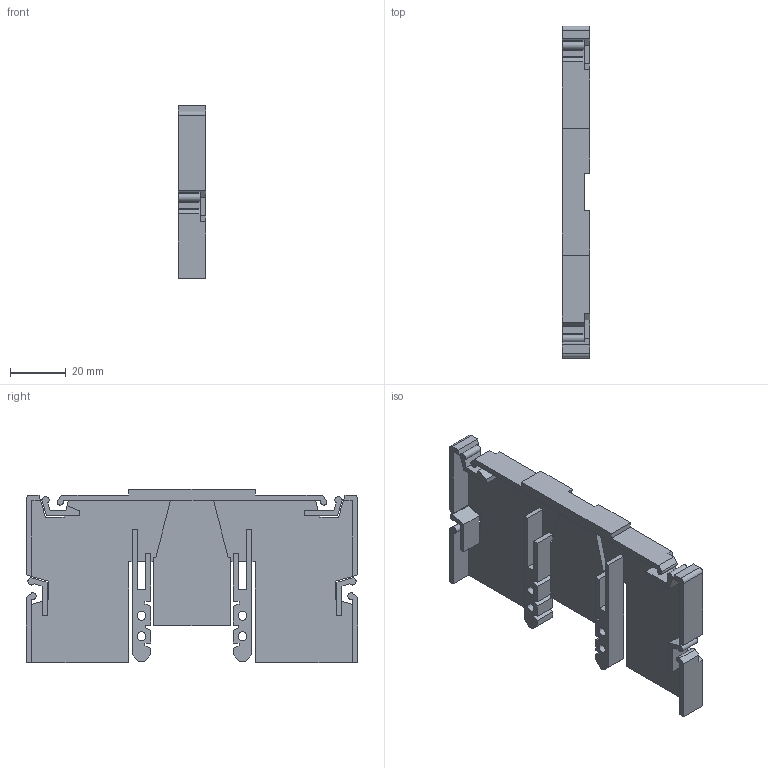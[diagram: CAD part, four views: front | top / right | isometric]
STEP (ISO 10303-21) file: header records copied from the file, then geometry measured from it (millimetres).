
FILE_DESCRIPTION((''),'2;1');
FILE_NAME('Z6_ASM','2024-02-12T10:10:19',('klemen.sitar'),('Audax d.o.o.'),'CREO PARAMETRIC BY PTC INC, 2021304','CREO PARAMETRIC BY PTC INC, 2021304','');
FILE_SCHEMA(('AP242_MANAGED_MODEL_BASED_3D_ENGINEERING_MIM_LF { 1 0 10303 442 1 1 4 }'));
Length unit declared in the file: millimetre
Products named in the file (3): BASE-WL_1_1_1; PRT0006; Z6_ASM
Assembly tree (2 placements, depth 2):
  Z6_ASM
    BASE-WL_1_1_1
    PRT0006
Bounding box: 9.75 x 119.2 x 62.2 mm (x, y, z)
Volume: 20088.4 mm3; surface area: 21435.8 mm2
Topology: 4 solids, 4 shells, 227 faces, 643 edges, 419 vertices
Faces by surface type: plane 199, cylinder 28
Entity records: 11152 total; most frequent: CARTESIAN_POINT 1301, ORIENTED_EDGE 1286, DIRECTION 1163, PRESENTATION_STYLE_ASSIGNMENT 874, STYLED_ITEM 874, CURVE_STYLE 643, EDGE_CURVE 643, VECTOR 587
